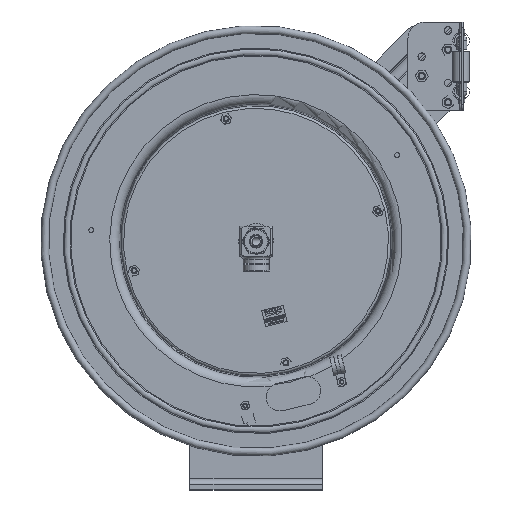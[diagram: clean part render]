
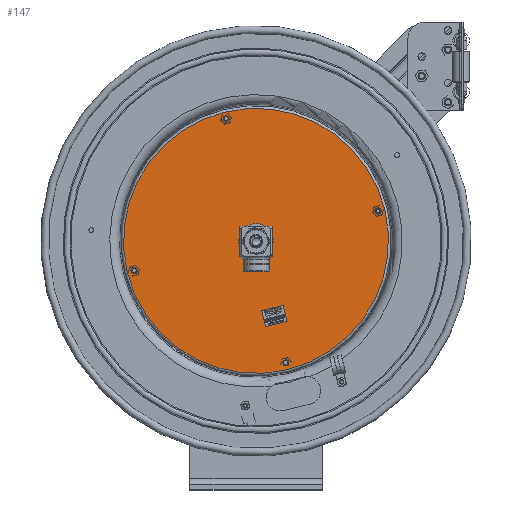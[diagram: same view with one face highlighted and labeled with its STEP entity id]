
A CAD part, top view. The second image highlights one B-rep face of the part: STEP entity #147.
In plain terms, the highlighted planar face has unit normal (0, 0, 1).
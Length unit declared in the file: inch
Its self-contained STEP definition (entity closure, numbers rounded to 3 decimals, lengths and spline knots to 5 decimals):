
#76=CARTESIAN_POINT('',(-3.24075,10.48176,4.7608));
#77=DIRECTION('',(0.0,0.0,1.0));
#78=DIRECTION('',(0.238,-0.971,0.0));
#79=AXIS2_PLACEMENT_3D('',#76,#77,#78);
#80=PLANE('',#79);
#81=CARTESIAN_POINT('',(-5.83722,9.84565,4.7608));
#82=VERTEX_POINT('',#81);
#83=CARTESIAN_POINT('',(-0.00713,11.27396,4.7608));
#84=DIRECTION('',(0.,0.,-1.0));
#85=DIRECTION('',(-0.971,-0.238,0.));
#86=AXIS2_PLACEMENT_3D('',#83,#84,#85);
#87=CIRCLE('',#86,6.0025);
#88=EDGE_CURVE('',#82,#82,#87,.T.);
#89=ORIENTED_EDGE('',*,*,#88,.F.);
#90=EDGE_LOOP('',(#89));
#91=FACE_OUTER_BOUND('',#90,.T.);
#92=CARTESIAN_POINT('',(5.65347,12.66075,4.7608));
#93=VERTEX_POINT('',#92);
#94=CARTESIAN_POINT('',(5.51701,12.62732,4.7608));
#95=DIRECTION('',(0.,0.,-1.0));
#96=DIRECTION('',(0.971,0.238,0.));
#97=AXIS2_PLACEMENT_3D('',#94,#95,#96);
#98=CIRCLE('',#97,0.1405);
#99=EDGE_CURVE('',#93,#93,#98,.T.);
#100=ORIENTED_EDGE('',*,*,#99,.T.);
#101=EDGE_LOOP('',(#100));
#102=FACE_BOUND('',#101,.T.);
#103=CARTESIAN_POINT('',(-5.3948,9.95404,4.7608));
#104=VERTEX_POINT('',#103);
#105=CARTESIAN_POINT('',(-5.53126,9.92061,4.7608));
#106=DIRECTION('',(0.,0.,-1.0));
#107=DIRECTION('',(0.971,0.238,0.));
#108=AXIS2_PLACEMENT_3D('',#105,#106,#107);
#109=CIRCLE('',#108,0.1405);
#110=EDGE_CURVE('',#104,#104,#109,.T.);
#111=ORIENTED_EDGE('',*,*,#110,.T.);
#112=EDGE_LOOP('',(#111));
#113=FACE_BOUND('',#112,.T.);
#114=CARTESIAN_POINT('',(-1.22402,16.83153,4.7608));
#115=VERTEX_POINT('',#114);
#116=CARTESIAN_POINT('',(-1.36048,16.7981,4.7608));
#117=DIRECTION('',(0.,0.,-1.0));
#118=DIRECTION('',(0.971,0.238,0.));
#119=AXIS2_PLACEMENT_3D('',#116,#117,#118);
#120=CIRCLE('',#119,0.1405);
#121=EDGE_CURVE('',#115,#115,#120,.T.);
#122=ORIENTED_EDGE('',*,*,#121,.T.);
#123=EDGE_LOOP('',(#122));
#124=FACE_BOUND('',#123,.T.);
#125=CARTESIAN_POINT('',(1.48269,5.78326,4.7608));
#126=VERTEX_POINT('',#125);
#127=CARTESIAN_POINT('',(1.34623,5.74983,4.7608));
#128=DIRECTION('',(0.,0.,-1.0));
#129=DIRECTION('',(0.971,0.238,0.));
#130=AXIS2_PLACEMENT_3D('',#127,#128,#129);
#131=CIRCLE('',#130,0.1405);
#132=EDGE_CURVE('',#126,#126,#131,.T.);
#133=ORIENTED_EDGE('',*,*,#132,.T.);
#134=EDGE_LOOP('',(#133));
#135=FACE_BOUND('',#134,.T.);
#136=CARTESIAN_POINT('',(-0.64429,11.11787,4.7608));
#137=VERTEX_POINT('',#136);
#138=CARTESIAN_POINT('',(-0.00713,11.27396,4.7608));
#139=DIRECTION('',(0.,0.,-1.0));
#140=DIRECTION('',(-0.971,-0.238,0.));
#141=AXIS2_PLACEMENT_3D('',#138,#139,#140);
#142=CIRCLE('',#141,0.656);
#143=EDGE_CURVE('',#137,#137,#142,.T.);
#144=ORIENTED_EDGE('',*,*,#143,.T.);
#145=EDGE_LOOP('',(#144));
#146=FACE_BOUND('',#145,.T.);
#147=ADVANCED_FACE('',(#91,#102,#113,#124,#135,#146),#80,.T.);
